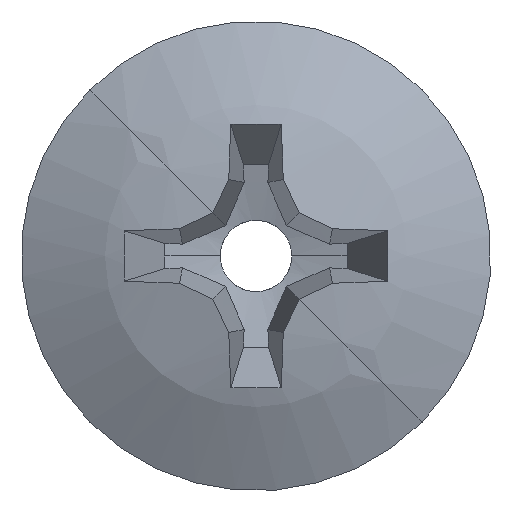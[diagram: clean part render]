
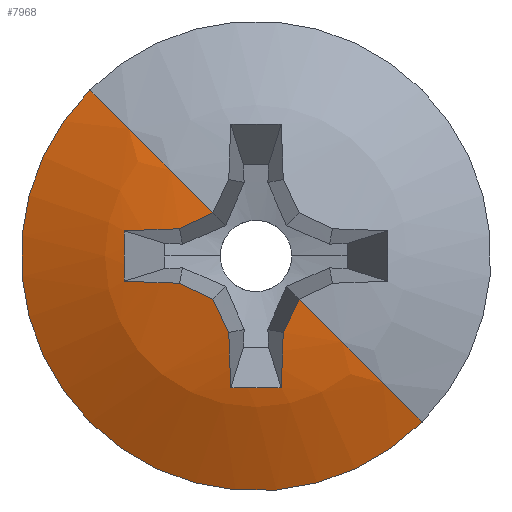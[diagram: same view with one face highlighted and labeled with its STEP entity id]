
A CAD part, left-side view. The second image highlights one B-rep face of the part: STEP entity #7968.
In plain terms, the highlighted spherical face has radius 6.558 mm.
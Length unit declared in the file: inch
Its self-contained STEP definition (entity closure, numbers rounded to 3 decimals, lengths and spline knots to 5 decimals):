
#3595=CARTESIAN_POINT('',(0.16393,0.01826,
0.01826));
#3596=DIRECTION('',(-0.162,0.698,0.698));
#3597=DIRECTION('',(-0.945,0.093,-0.312));
#3598=AXIS2_PLACEMENT_3D('',#3595,#3596,#3597);
#3600=CARTESIAN_POINT('',(-0.08772,0.,-0.03423));
#3601=CARTESIAN_POINT('',(-0.08762,0.00211,
-0.03498));
#3602=CARTESIAN_POINT('',(-0.08736,0.00632,
-0.03647));
#3603=CARTESIAN_POINT('',(-0.08682,0.0125,
-0.03862));
#3604=CARTESIAN_POINT('',(-0.08629,0.01708,
-0.0402));
#3605=CARTESIAN_POINT('',(-0.08598,0.01946,
-0.04101));
#3607=CARTESIAN_POINT('',(-0.08598,-0.01946,
-0.04101));
#3608=CARTESIAN_POINT('',(-0.08629,-0.01707,
-0.04019));
#3609=CARTESIAN_POINT('',(-0.08682,-0.01247,
-0.03861));
#3610=CARTESIAN_POINT('',(-0.08736,-0.00627,
-0.03645));
#3611=CARTESIAN_POINT('',(-0.08762,-0.00209,
-0.03497));
#3612=CARTESIAN_POINT('',(-0.08772,0.,-0.03423));
#3614=CARTESIAN_POINT('',(0.16393,-0.01826,
0.01826));
#3615=DIRECTION('',(-0.162,-0.698,0.698));
#3616=DIRECTION('',(-0.973,-0.005,-0.231));
#3617=AXIS2_PLACEMENT_3D('',#3614,#3615,#3616);
#3619=CARTESIAN_POINT('',(0.14445,0.03165,
0.03165));
#3620=DIRECTION('',(-0.468,0.625,0.625));
#3621=DIRECTION('',(-0.882,-0.291,-0.37));
#3622=AXIS2_PLACEMENT_3D('',#3619,#3620,#3621);
#3624=CARTESIAN_POINT('',(0.16393,0.01826,
-0.01826));
#3625=DIRECTION('',(-0.162,0.698,-0.698));
#3626=DIRECTION('',(-0.945,-0.312,-0.093));
#3627=AXIS2_PLACEMENT_3D('',#3624,#3625,#3626);
#3629=CARTESIAN_POINT('',(-0.08772,-0.03423,0.));
#3630=CARTESIAN_POINT('',(-0.08763,-0.03494,
-0.002));
#3631=CARTESIAN_POINT('',(-0.08738,-0.03637,
-0.00604));
#3632=CARTESIAN_POINT('',(-0.08681,-0.03865,
-0.01257));
#3633=CARTESIAN_POINT('',(-0.08629,-0.04021,
-0.01711));
#3634=CARTESIAN_POINT('',(-0.08598,-0.04101,
-0.01946));
#3636=CARTESIAN_POINT('',(0.16817,0.,0.));
#3637=DIRECTION('',(0.,0.,-1.));
#3638=DIRECTION('',(-0.861,-0.509,0.));
#3639=AXIS2_PLACEMENT_3D('',#3636,#3637,#3638);
#3641=CARTESIAN_POINT('',(-0.054,0.,0.));
#3642=DIRECTION('',(-1.,0.,0.));
#3643=DIRECTION('',(0.,1.,0.));
#3644=AXIS2_PLACEMENT_3D('',#3641,#3642,#3643);
#3646=CARTESIAN_POINT('',(0.16817,0.,0.));
#3647=DIRECTION('',(0.,0.,1.));
#3648=DIRECTION('',(-0.861,0.509,0.));
#3649=AXIS2_PLACEMENT_3D('',#3646,#3647,#3648);
#3651=CARTESIAN_POINT('',(-0.08598,0.04101,
-0.01946));
#3652=CARTESIAN_POINT('',(-0.08629,0.04021,
-0.01712));
#3653=CARTESIAN_POINT('',(-0.08681,0.03865,
-0.01257));
#3654=CARTESIAN_POINT('',(-0.08738,0.03637,
-0.00605));
#3655=CARTESIAN_POINT('',(-0.08763,0.03494,
-0.002));
#3656=CARTESIAN_POINT('',(-0.08772,0.03423,0.));
#3658=CARTESIAN_POINT('',(0.16393,-0.01826,
-0.01826));
#3659=DIRECTION('',(0.162,0.698,0.698));
#3660=DIRECTION('',(-0.945,0.312,-0.093));
#3661=AXIS2_PLACEMENT_3D('',#3658,#3659,#3660);
#3663=CARTESIAN_POINT('',(0.14445,-0.03165,
0.03165));
#3664=DIRECTION('',(0.468,0.625,-0.625));
#3665=DIRECTION('',(-0.882,0.291,-0.37));
#3666=AXIS2_PLACEMENT_3D('',#3663,#3664,#3665);
#3779=CARTESIAN_POINT('',(-0.08772,-0.03423,0.));
#3825=CARTESIAN_POINT('',(-0.08772,0.03423,0.));
#4056=CARTESIAN_POINT('',(-0.054,0.1315,0.));
#4058=VERTEX_POINT('',#4056);
#4060=CARTESIAN_POINT('',(-0.054,-0.1315,0.));
#4062=VERTEX_POINT('',#4060);
#4159=VERTEX_POINT('',#3779);
#4174=VERTEX_POINT('',#3825);
#4175=CARTESIAN_POINT('',(-0.07888,0.0421,
-0.062));
#4176=CARTESIAN_POINT('',(-0.08598,0.01946,
-0.04101));
#4177=VERTEX_POINT('',#4175);
#4178=VERTEX_POINT('',#4176);
#4179=VERTEX_POINT('',#3600);
#4180=VERTEX_POINT('',#3607);
#4181=CARTESIAN_POINT('',(-0.07888,-0.0421,
-0.062));
#4182=VERTEX_POINT('',#4181);
#4183=CARTESIAN_POINT('',(-0.07888,-0.062,
-0.0421));
#4184=VERTEX_POINT('',#4183);
#4185=CARTESIAN_POINT('',(-0.08598,-0.04101,
-0.01946));
#4186=VERTEX_POINT('',#4185);
#4187=VERTEX_POINT('',#3651);
#4188=CARTESIAN_POINT('',(-0.07888,0.062,
-0.0421));
#4189=VERTEX_POINT('',#4188);
#7936=CARTESIAN_POINT('',(0.16817,0.,0.));
#7937=DIRECTION('',(1.,0.,0.));
#7938=DIRECTION('',(0.,-1.,0.));
#7939=AXIS2_PLACEMENT_3D('',#7936,#7937,#7938);
#7940=SPHERICAL_SURFACE('',#7939,0.25817);
#7942=ORIENTED_EDGE('',*,*,#7941,.T.);
#7944=ORIENTED_EDGE('',*,*,#7943,.F.);
#7946=ORIENTED_EDGE('',*,*,#7945,.F.);
#7948=ORIENTED_EDGE('',*,*,#7947,.T.);
#7950=ORIENTED_EDGE('',*,*,#7949,.T.);
#7952=ORIENTED_EDGE('',*,*,#7951,.T.);
#7954=ORIENTED_EDGE('',*,*,#7953,.F.);
#7956=ORIENTED_EDGE('',*,*,#7955,.F.);
#7957=ORIENTED_EDGE('',*,*,#7929,.F.);
#7959=ORIENTED_EDGE('',*,*,#7958,.T.);
#7961=ORIENTED_EDGE('',*,*,#7960,.F.);
#7963=ORIENTED_EDGE('',*,*,#7962,.F.);
#7965=ORIENTED_EDGE('',*,*,#7964,.F.);
#7966=EDGE_LOOP('',(#7942,#7944,#7946,#7948,#7950,#7952,#7954,#7956,#7957,#7959,
#7961,#7963,#7965));
#7967=FACE_OUTER_BOUND('',#7966,.F.);
#3599=CIRCLE('',#3598,0.25684);
#3606=B_SPLINE_CURVE_WITH_KNOTS('',3,(#3600,#3601,#3602,#3603,#3604,#3605),
.UNSPECIFIED.,.F.,.F.,(4,1,1,4),(0.,0.33333,0.66667,1.),
.UNSPECIFIED.);
#3613=B_SPLINE_CURVE_WITH_KNOTS('',3,(#3607,#3608,#3609,#3610,#3611,#3612),
.UNSPECIFIED.,.F.,.F.,(4,1,1,4),(0.,0.33333,0.66667,1.),
.UNSPECIFIED.);
#3618=CIRCLE('',#3617,0.25684);
#3623=CIRCLE('',#3622,0.25315);
#3628=CIRCLE('',#3627,0.25684);
#3635=B_SPLINE_CURVE_WITH_KNOTS('',3,(#3629,#3630,#3631,#3632,#3633,#3634),
.UNSPECIFIED.,.F.,.F.,(4,1,1,4),(0.,0.33333,0.66667,1.),
.UNSPECIFIED.);
#3640=CIRCLE('',#3639,0.25817);
#3645=CIRCLE('',#3644,0.1315);
#3650=CIRCLE('',#3649,0.25817);
#3657=B_SPLINE_CURVE_WITH_KNOTS('',3,(#3651,#3652,#3653,#3654,#3655,#3656),
.UNSPECIFIED.,.F.,.F.,(4,1,1,4),(0.,0.33333,0.66667,1.),
.UNSPECIFIED.);
#3662=CIRCLE('',#3661,0.25684);
#3667=CIRCLE('',#3666,0.25315);
#7929=EDGE_CURVE('',#4058,#4062,#3645,.T.);
#7941=EDGE_CURVE('',#4177,#4178,#3599,.T.);
#7943=EDGE_CURVE('',#4179,#4178,#3606,.T.);
#7945=EDGE_CURVE('',#4180,#4179,#3613,.T.);
#7947=EDGE_CURVE('',#4180,#4182,#3618,.T.);
#7949=EDGE_CURVE('',#4182,#4184,#3623,.T.);
#7951=EDGE_CURVE('',#4184,#4186,#3628,.T.);
#7953=EDGE_CURVE('',#4159,#4186,#3635,.T.);
#7955=EDGE_CURVE('',#4062,#4159,#3640,.T.);
#7958=EDGE_CURVE('',#4058,#4174,#3650,.T.);
#7960=EDGE_CURVE('',#4187,#4174,#3657,.T.);
#7962=EDGE_CURVE('',#4189,#4187,#3662,.T.);
#7964=EDGE_CURVE('',#4177,#4189,#3667,.T.);
#7968=ADVANCED_FACE('',(#7967),#7940,.T.);
